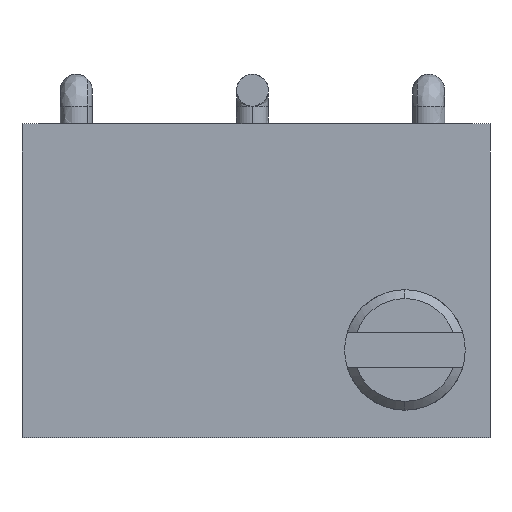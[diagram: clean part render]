
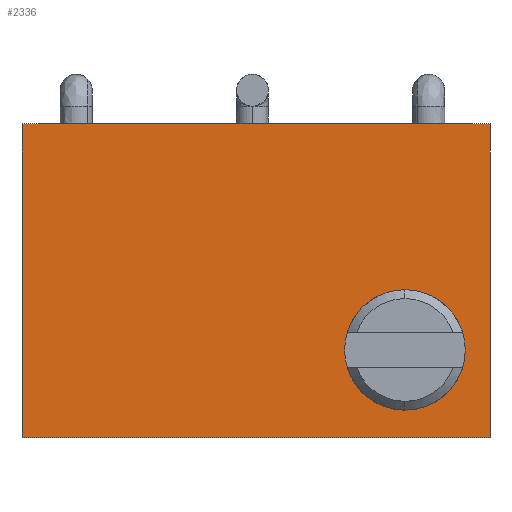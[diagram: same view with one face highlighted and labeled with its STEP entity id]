
A CAD part, left-side view. The second image highlights one B-rep face of the part: STEP entity #2336.
In plain terms, the highlighted free-form (B-spline) face has degree [1, 1] with [2, 2] control points.
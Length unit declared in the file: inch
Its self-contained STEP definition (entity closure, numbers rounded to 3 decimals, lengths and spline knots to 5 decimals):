
#36=DIRECTION('',(0.,-1.,0.));
#37=VECTOR('',#36,0.264);
#38=CARTESIAN_POINT('',(-0.224,0.132,0.));
#39=LINE('',#38,#37);
#43=DIRECTION('',(0.,0.,1.));
#44=VECTOR('',#43,0.177);
#45=CARTESIAN_POINT('',(-0.224,-0.132,0.));
#46=LINE('',#45,#44);
#50=DIRECTION('',(0.,0.,1.));
#51=VECTOR('',#50,0.177);
#52=CARTESIAN_POINT('',(-0.224,0.132,0.));
#53=LINE('',#52,#51);
#57=CARTESIAN_POINT('',(-0.224,-0.084,0.0495));
#58=DIRECTION('',(1.,0.,0.));
#59=DIRECTION('',(0.,-1.,0.));
#60=AXIS2_PLACEMENT_3D('',#57,#58,#59);
#65=CARTESIAN_POINT('',(-0.224,-0.084,0.0495));
#66=DIRECTION('',(1.,0.,0.));
#67=DIRECTION('',(0.,1.,0.));
#68=AXIS2_PLACEMENT_3D('',#65,#66,#67);
#94=DIRECTION('',(0.,-1.,0.));
#95=VECTOR('',#94,0.264);
#96=CARTESIAN_POINT('',(-0.224,0.132,0.177));
#97=LINE('',#96,#95);
#1950=CARTESIAN_POINT('',(-0.224,-0.132,0.));
#1952=VERTEX_POINT('',#1950);
#1956=CARTESIAN_POINT('',(-0.224,0.132,0.));
#1957=VERTEX_POINT('',#1956);
#1958=CARTESIAN_POINT('',(-0.224,-0.132,0.177));
#1960=VERTEX_POINT('',#1958);
#1964=CARTESIAN_POINT('',(-0.224,0.132,0.177));
#1965=VERTEX_POINT('',#1964);
#2046=CARTESIAN_POINT('',(-0.224,-0.1085,0.0495));
#2047=CARTESIAN_POINT('',(-0.224,-0.0595,0.0495));
#2048=VERTEX_POINT('',#2046);
#2049=VERTEX_POINT('',#2047);
#2317=CARTESIAN_POINT('',(-0.224,0.13728,-0.00354));
#2318=CARTESIAN_POINT('',(-0.224,0.13728,0.18054));
#2319=CARTESIAN_POINT('',(-0.224,-0.13728,-0.00354));
#2320=CARTESIAN_POINT('',(-0.224,-0.13728,0.18054));
#2321=B_SPLINE_SURFACE_WITH_KNOTS('',1,1,((#2317,#2318),(#2319,#2320)),
.UNSPECIFIED.,.F.,.F.,.F.,(2,2),(2,2),(-0.00528,0.26928),(-0.00354,0.18054),
.UNSPECIFIED.);
#2322=ORIENTED_EDGE('',*,*,#2297,.F.);
#2324=ORIENTED_EDGE('',*,*,#2323,.T.);
#2326=ORIENTED_EDGE('',*,*,#2325,.T.);
#2327=ORIENTED_EDGE('',*,*,#2308,.F.);
#2328=EDGE_LOOP('',(#2322,#2324,#2326,#2327));
#2329=FACE_OUTER_BOUND('',#2328,.F.);
#2331=ORIENTED_EDGE('',*,*,#2330,.F.);
#2333=ORIENTED_EDGE('',*,*,#2332,.F.);
#2334=EDGE_LOOP('',(#2331,#2333));
#2335=FACE_BOUND('',#2334,.F.);
#2336=ADVANCED_FACE('',(#2329,#2335),#2321,.T.);
#61=CIRCLE('',#60,0.0245);
#69=CIRCLE('',#68,0.0245);
#2297=EDGE_CURVE('',#1957,#1952,#39,.T.);
#2308=EDGE_CURVE('',#1952,#1960,#46,.T.);
#2323=EDGE_CURVE('',#1957,#1965,#53,.T.);
#2325=EDGE_CURVE('',#1965,#1960,#97,.T.);
#2330=EDGE_CURVE('',#2048,#2049,#61,.T.);
#2332=EDGE_CURVE('',#2049,#2048,#69,.T.);
